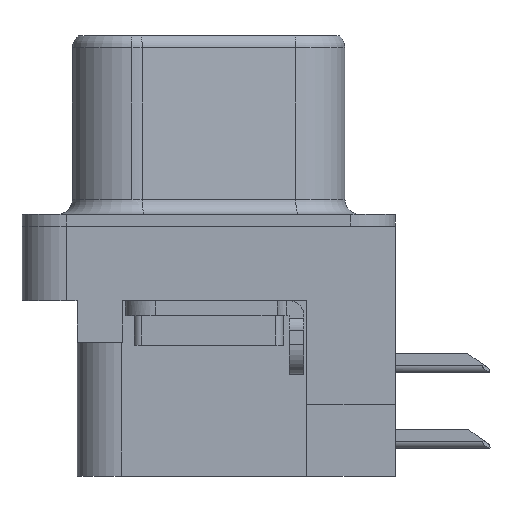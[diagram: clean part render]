
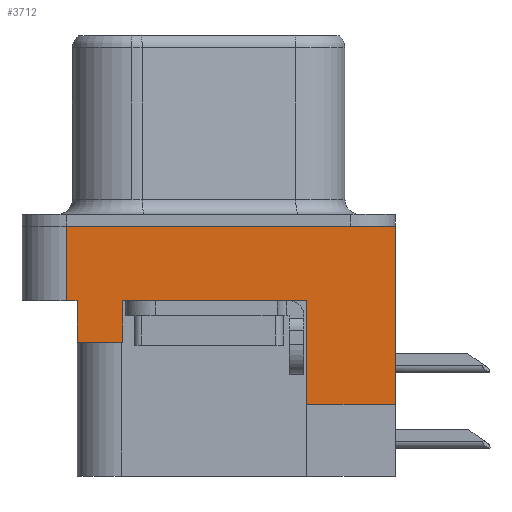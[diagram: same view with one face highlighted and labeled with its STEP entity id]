
A CAD part, left-side view. The second image highlights one B-rep face of the part: STEP entity #3712.
In plain terms, the highlighted planar face has unit normal (-1, 0, 0).
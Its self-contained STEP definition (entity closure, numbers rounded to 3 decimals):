
#233 = VERTEX_POINT ( 'NONE', #14771 ) ;
#298 = EDGE_CURVE ( 'NONE', #3818, #5258, #5025, .T. ) ;
#543 = DIRECTION ( 'NONE',  ( 0., -1., 0. ) ) ;
#728 = EDGE_CURVE ( 'NONE', #3818, #2992, #2611, .T. ) ;
#857 = EDGE_CURVE ( 'NONE', #233, #12082, #8459, .T. ) ;
#1081 = EDGE_CURVE ( 'NONE', #5963, #9380, #1709, .T. ) ;
#1106 = EDGE_CURVE ( 'NONE', #5963, #13582, #9280, .T. ) ;
#1186 = EDGE_CURVE ( 'NONE', #8885, #13582, #3824, .T. ) ;
#1231 = EDGE_CURVE ( 'NONE', #233, #8885, #1436, .T. ) ;
#1246 = VECTOR ( 'NONE', #2994, 1000. ) ;
#1278 = EDGE_CURVE ( 'NONE', #2992, #12082, #1432, .T. ) ;
#1405 = EDGE_CURVE ( 'NONE', #9380, #15184, #9624, .T. ) ;
#1432 = LINE ( 'NONE', #14689, #10433 ) ;
#1436 = LINE ( 'NONE', #15263, #1746 ) ;
#1709 = LINE ( 'NONE', #4522, #11535 ) ;
#1746 = VECTOR ( 'NONE', #14760, 1000. ) ;
#1749 = ORIENTED_EDGE ( 'NONE', *, *, #12301, .T. ) ;
#1868 = CARTESIAN_POINT ( 'NONE',  ( -2.91, -6.275, 0. ) ) ;
#2369 = ORIENTED_EDGE ( 'NONE', *, *, #1405, .F. ) ;
#2386 = AXIS2_PLACEMENT_3D ( 'NONE', #13863, #13838, #13814 ) ;
#2611 = LINE ( 'NONE', #6299, #7535 ) ;
#2970 = DIRECTION ( 'NONE',  ( 0., -1., 0. ) ) ;
#2992 = VERTEX_POINT ( 'NONE', #11510 ) ;
#2994 = DIRECTION ( 'NONE',  ( 0., 0., 1. ) ) ;
#3417 = CARTESIAN_POINT ( 'NONE',  ( -2.91, -6.275, 0. ) ) ;
#3712 = ADVANCED_FACE ( 'NONE', ( #10673 ), #14460, .T. ) ;
#3818 = VERTEX_POINT ( 'NONE', #14605 ) ;
#3824 = LINE ( 'NONE', #1868, #3852 ) ;
#3852 = VECTOR ( 'NONE', #2970, 1000. ) ;
#4076 = DIRECTION ( 'NONE',  ( 0., 1., 0. ) ) ;
#4207 = ORIENTED_EDGE ( 'NONE', *, *, #298, .T. ) ;
#4434 = ORIENTED_EDGE ( 'NONE', *, *, #1081, .F. ) ;
#4522 = CARTESIAN_POINT ( 'NONE',  ( -2.91, -6.495, -6. ) ) ;
#4534 = CARTESIAN_POINT ( 'NONE',  ( -2.91, -3.295, -2.5 ) ) ;
#5025 = LINE ( 'NONE', #14294, #7014 ) ;
#5258 = VERTEX_POINT ( 'NONE', #14394 ) ;
#5963 = VERTEX_POINT ( 'NONE', #11451 ) ;
#6089 = DIRECTION ( 'NONE',  ( 0., -1., 0. ) ) ;
#6299 = CARTESIAN_POINT ( 'NONE',  ( -2.91, 4.425, -3.9 ) ) ;
#6646 = ORIENTED_EDGE ( 'NONE', *, *, #1186, .F. ) ;
#6735 = ORIENTED_EDGE ( 'NONE', *, *, #857, .T. ) ;
#7014 = VECTOR ( 'NONE', #10683, 1000. ) ;
#7266 = CARTESIAN_POINT ( 'NONE',  ( -2.91, -6.275, -2.5 ) ) ;
#7535 = VECTOR ( 'NONE', #12088, 1000. ) ;
#8034 = EDGE_LOOP ( 'NONE', ( #4434, #13398, #6646, #9122, #6735, #10766, #14047, #4207, #1749, #2369 ) ) ;
#8347 = CARTESIAN_POINT ( 'NONE',  ( -2.91, -6.275, -2.5 ) ) ;
#8459 = LINE ( 'NONE', #7266, #13590 ) ;
#8885 = VERTEX_POINT ( 'NONE', #11433 ) ;
#9006 = CARTESIAN_POINT ( 'NONE',  ( -2.91, -3.295, -6. ) ) ;
#9122 = ORIENTED_EDGE ( 'NONE', *, *, #1231, .F. ) ;
#9280 = LINE ( 'NONE', #8347, #1246 ) ;
#9352 = VECTOR ( 'NONE', #12419, 1000. ) ;
#9380 = VERTEX_POINT ( 'NONE', #9006 ) ;
#9624 = LINE ( 'NONE', #12440, #9352 ) ;
#10105 = CARTESIAN_POINT ( 'NONE',  ( -2.91, -6.275, -2.5 ) ) ;
#10433 = VECTOR ( 'NONE', #15078, 1000. ) ;
#10673 = FACE_OUTER_BOUND ( 'NONE', #8034, .T. ) ;
#10683 = DIRECTION ( 'NONE',  ( 0., 0., 1. ) ) ;
#10766 = ORIENTED_EDGE ( 'NONE', *, *, #1278, .F. ) ;
#11433 = CARTESIAN_POINT ( 'NONE',  ( -2.91, 4.775, 0. ) ) ;
#11451 = CARTESIAN_POINT ( 'NONE',  ( -2.91, -6.275, -6. ) ) ;
#11510 = CARTESIAN_POINT ( 'NONE',  ( -2.91, 4.425, -3.9 ) ) ;
#11535 = VECTOR ( 'NONE', #4076, 1000. ) ;
#12082 = VERTEX_POINT ( 'NONE', #13008 ) ;
#12088 = DIRECTION ( 'NONE',  ( 0., 1., 0. ) ) ;
#12301 = EDGE_CURVE ( 'NONE', #5258, #15184, #12833, .T. ) ;
#12419 = DIRECTION ( 'NONE',  ( 0., 0., 1. ) ) ;
#12440 = CARTESIAN_POINT ( 'NONE',  ( -2.91, -3.295, -8.4 ) ) ;
#12641 = VECTOR ( 'NONE', #543, 1000. ) ;
#12833 = LINE ( 'NONE', #10105, #12641 ) ;
#13008 = CARTESIAN_POINT ( 'NONE',  ( -2.91, 4.425, -2.5 ) ) ;
#13398 = ORIENTED_EDGE ( 'NONE', *, *, #1106, .T. ) ;
#13582 = VERTEX_POINT ( 'NONE', #3417 ) ;
#13590 = VECTOR ( 'NONE', #6089, 1000. ) ;
#13814 = DIRECTION ( 'NONE',  ( 0., 0., 1. ) ) ;
#13838 = DIRECTION ( 'NONE',  ( -1., 0., 0. ) ) ;
#13863 = CARTESIAN_POINT ( 'NONE',  ( -2.91, -6.275, -2.5 ) ) ;
#14047 = ORIENTED_EDGE ( 'NONE', *, *, #728, .F. ) ;
#14294 = CARTESIAN_POINT ( 'NONE',  ( -2.91, 2.895, -3.9 ) ) ;
#14394 = CARTESIAN_POINT ( 'NONE',  ( -2.91, 2.895, -2.5 ) ) ;
#14460 = PLANE ( 'NONE',  #2386 ) ;
#14605 = CARTESIAN_POINT ( 'NONE',  ( -2.91, 2.895, -3.9 ) ) ;
#14689 = CARTESIAN_POINT ( 'NONE',  ( -2.91, 4.425, -3.9 ) ) ;
#14760 = DIRECTION ( 'NONE',  ( 0., 0., 1. ) ) ;
#14771 = CARTESIAN_POINT ( 'NONE',  ( -2.91, 4.775, -2.5 ) ) ;
#15078 = DIRECTION ( 'NONE',  ( 0., 0., 1. ) ) ;
#15184 = VERTEX_POINT ( 'NONE', #4534 ) ;
#15263 = CARTESIAN_POINT ( 'NONE',  ( -2.91, 4.775, -2.5 ) ) ;
